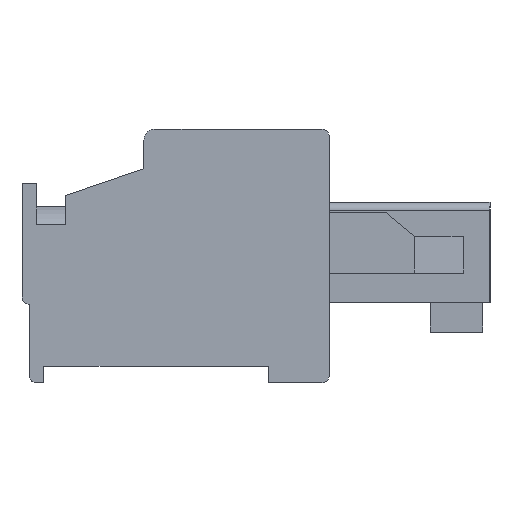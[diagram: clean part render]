
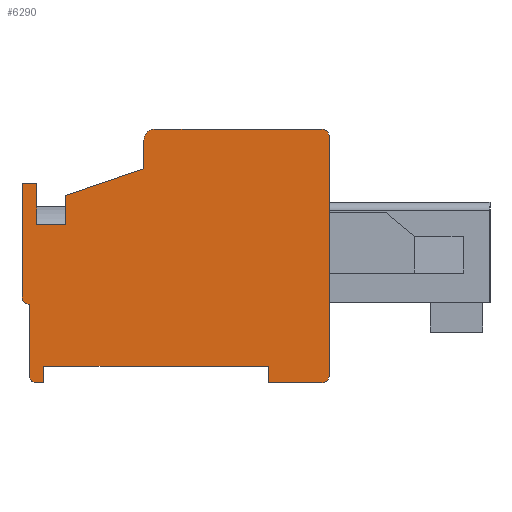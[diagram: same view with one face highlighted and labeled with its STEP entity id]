
A CAD part, left-side view. The second image highlights one B-rep face of the part: STEP entity #6290.
In plain terms, the highlighted planar face has unit normal (-1, 0, 0).
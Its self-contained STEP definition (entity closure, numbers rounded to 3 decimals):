
#16=DIRECTION('',(0.,0.,-1.));
#17=VECTOR('',#16,9.8);
#18=CARTESIAN_POINT('',(0.,0.,4.9));
#19=LINE('',#18,#17);
#20=CARTESIAN_POINT('',(0.,0.3,-4.9));
#21=DIRECTION('',(-1.,0.,0.));
#22=DIRECTION('',(0.,0.,-1.));
#23=AXIS2_PLACEMENT_3D('',#20,#21,#22);
#25=DIRECTION('',(0.,1.,0.));
#26=VECTOR('',#25,2.2);
#27=CARTESIAN_POINT('',(0.,0.3,-5.2));
#28=LINE('',#27,#26);
#29=DIRECTION('',(0.,0.,-1.));
#30=VECTOR('',#29,0.675);
#31=CARTESIAN_POINT('',(0.,2.5,-4.525));
#32=LINE('',#31,#30);
#33=DIRECTION('',(0.,-1.,0.));
#34=VECTOR('',#33,9.2);
#35=CARTESIAN_POINT('',(0.,11.7,-4.525));
#36=LINE('',#35,#34);
#37=DIRECTION('',(0.,0.,1.));
#38=VECTOR('',#37,0.675);
#39=CARTESIAN_POINT('',(0.,11.7,-5.2));
#40=LINE('',#39,#38);
#41=DIRECTION('',(0.,1.,0.));
#42=VECTOR('',#41,0.3);
#43=CARTESIAN_POINT('',(0.,11.7,-5.2));
#44=LINE('',#43,#42);
#45=CARTESIAN_POINT('',(0.,12.,-4.9));
#46=DIRECTION('',(1.,0.,0.));
#47=DIRECTION('',(0.,0.,-1.));
#48=AXIS2_PLACEMENT_3D('',#45,#46,#47);
#50=DIRECTION('',(0.,0.,-1.));
#51=VECTOR('',#50,2.92);
#52=CARTESIAN_POINT('',(0.,12.3,-1.98));
#53=LINE('',#52,#51);
#54=CARTESIAN_POINT('',(0.,12.3,-1.68));
#55=DIRECTION('',(-1.,0.,0.));
#56=DIRECTION('',(0.,1.,0.));
#57=AXIS2_PLACEMENT_3D('',#54,#55,#56);
#59=DIRECTION('',(0.,0.,1.));
#60=VECTOR('',#59,4.655);
#61=CARTESIAN_POINT('',(0.,12.6,-1.68));
#62=LINE('',#61,#60);
#63=DIRECTION('',(0.,1.,0.));
#64=VECTOR('',#63,0.6);
#65=CARTESIAN_POINT('',(0.,12.,2.975));
#66=LINE('',#65,#64);
#67=DIRECTION('',(0.,0.,1.));
#68=VECTOR('',#67,1.675);
#69=CARTESIAN_POINT('',(0.,12.,1.3));
#70=LINE('',#69,#68);
#71=DIRECTION('',(0.,1.,0.));
#72=VECTOR('',#71,1.2);
#73=CARTESIAN_POINT('',(0.,10.8,1.3));
#74=LINE('',#73,#72);
#75=DIRECTION('',(0.,0.,-1.));
#76=VECTOR('',#75,1.18);
#77=CARTESIAN_POINT('',(0.,10.8,2.48));
#78=LINE('',#77,#76);
#79=DIRECTION('',(0.,0.946,-0.325));
#80=VECTOR('',#79,3.384);
#81=CARTESIAN_POINT('',(0.,7.6,3.58));
#82=LINE('',#81,#80);
#83=DIRECTION('',(0.,0.,-1.));
#84=VECTOR('',#83,1.17);
#85=CARTESIAN_POINT('',(0.,7.6,4.75));
#86=LINE('',#85,#84);
#87=CARTESIAN_POINT('',(0.,7.15,4.75));
#88=DIRECTION('',(-1.,0.,0.));
#89=DIRECTION('',(0.,0.,1.));
#90=AXIS2_PLACEMENT_3D('',#87,#88,#89);
#92=DIRECTION('',(0.,-1.,0.));
#93=VECTOR('',#92,6.85);
#94=CARTESIAN_POINT('',(0.,7.15,5.2));
#95=LINE('',#94,#93);
#96=CARTESIAN_POINT('',(0.,0.3,4.9));
#97=DIRECTION('',(-1.,0.,0.));
#98=DIRECTION('',(0.,-1.,0.));
#99=AXIS2_PLACEMENT_3D('',#96,#97,#98);
#5139=CARTESIAN_POINT('',(0.,0.,4.9));
#5140=CARTESIAN_POINT('',(0.,0.,-4.9));
#5141=VERTEX_POINT('',#5139);
#5142=VERTEX_POINT('',#5140);
#5143=CARTESIAN_POINT('',(0.,0.3,-5.2));
#5144=CARTESIAN_POINT('',(0.,2.5,-5.2));
#5145=VERTEX_POINT('',#5143);
#5146=VERTEX_POINT('',#5144);
#5147=CARTESIAN_POINT('',(0.,11.7,-5.2));
#5148=CARTESIAN_POINT('',(0.,12.,-5.2));
#5149=VERTEX_POINT('',#5147);
#5150=VERTEX_POINT('',#5148);
#5151=CARTESIAN_POINT('',(0.,12.6,-1.68));
#5152=CARTESIAN_POINT('',(0.,12.6,2.975));
#5153=VERTEX_POINT('',#5151);
#5154=VERTEX_POINT('',#5152);
#5155=CARTESIAN_POINT('',(0.,7.15,5.2));
#5156=CARTESIAN_POINT('',(0.,0.3,5.2));
#5157=VERTEX_POINT('',#5155);
#5158=VERTEX_POINT('',#5156);
#5159=CARTESIAN_POINT('',(0.,12.3,-1.98));
#5160=CARTESIAN_POINT('',(0.,12.3,-4.9));
#5161=VERTEX_POINT('',#5159);
#5162=VERTEX_POINT('',#5160);
#5163=CARTESIAN_POINT('',(0.,11.7,-4.525));
#5164=VERTEX_POINT('',#5163);
#5165=CARTESIAN_POINT('',(0.,2.5,-4.525));
#5166=VERTEX_POINT('',#5165);
#5167=CARTESIAN_POINT('',(0.,7.6,4.75));
#5168=CARTESIAN_POINT('',(0.,7.6,3.58));
#5169=VERTEX_POINT('',#5167);
#5170=VERTEX_POINT('',#5168);
#5171=CARTESIAN_POINT('',(0.,10.8,2.48));
#5172=VERTEX_POINT('',#5171);
#5173=CARTESIAN_POINT('',(0.,10.8,1.3));
#5174=VERTEX_POINT('',#5173);
#5175=CARTESIAN_POINT('',(0.,12.,1.3));
#5176=VERTEX_POINT('',#5175);
#5177=CARTESIAN_POINT('',(0.,12.,2.975));
#5178=VERTEX_POINT('',#5177);
#6243=CARTESIAN_POINT('',(0.,15.745,-11.8));
#6244=DIRECTION('',(-1.,0.,0.));
#6245=DIRECTION('',(0.,-1.,0.));
#6246=AXIS2_PLACEMENT_3D('',#6243,#6244,#6245);
#6247=PLANE('',#6246);
#6249=ORIENTED_EDGE('',*,*,#6248,.T.);
#6251=ORIENTED_EDGE('',*,*,#6250,.F.);
#6253=ORIENTED_EDGE('',*,*,#6252,.T.);
#6255=ORIENTED_EDGE('',*,*,#6254,.F.);
#6257=ORIENTED_EDGE('',*,*,#6256,.F.);
#6259=ORIENTED_EDGE('',*,*,#6258,.F.);
#6261=ORIENTED_EDGE('',*,*,#6260,.T.);
#6263=ORIENTED_EDGE('',*,*,#6262,.T.);
#6265=ORIENTED_EDGE('',*,*,#6264,.F.);
#6267=ORIENTED_EDGE('',*,*,#6266,.F.);
#6269=ORIENTED_EDGE('',*,*,#6268,.T.);
#6271=ORIENTED_EDGE('',*,*,#6270,.F.);
#6273=ORIENTED_EDGE('',*,*,#6272,.F.);
#6275=ORIENTED_EDGE('',*,*,#6274,.F.);
#6277=ORIENTED_EDGE('',*,*,#6276,.F.);
#6279=ORIENTED_EDGE('',*,*,#6278,.F.);
#6281=ORIENTED_EDGE('',*,*,#6280,.F.);
#6283=ORIENTED_EDGE('',*,*,#6282,.F.);
#6285=ORIENTED_EDGE('',*,*,#6284,.T.);
#6287=ORIENTED_EDGE('',*,*,#6286,.F.);
#6288=EDGE_LOOP('',(#6249,#6251,#6253,#6255,#6257,#6259,#6261,#6263,#6265,#6267,
#6269,#6271,#6273,#6275,#6277,#6279,#6281,#6283,#6285,#6287));
#6289=FACE_OUTER_BOUND('',#6288,.F.);
#6290=ADVANCED_FACE('',(#6289),#6247,.T.);
#24=CIRCLE('',#23,0.3);
#49=CIRCLE('',#48,0.3);
#58=CIRCLE('',#57,0.3);
#91=CIRCLE('',#90,0.45);
#100=CIRCLE('',#99,0.3);
#6248=EDGE_CURVE('',#5141,#5142,#19,.T.);
#6250=EDGE_CURVE('',#5145,#5142,#24,.T.);
#6252=EDGE_CURVE('',#5145,#5146,#28,.T.);
#6254=EDGE_CURVE('',#5166,#5146,#32,.T.);
#6256=EDGE_CURVE('',#5164,#5166,#36,.T.);
#6258=EDGE_CURVE('',#5149,#5164,#40,.T.);
#6260=EDGE_CURVE('',#5149,#5150,#44,.T.);
#6262=EDGE_CURVE('',#5150,#5162,#49,.T.);
#6264=EDGE_CURVE('',#5161,#5162,#53,.T.);
#6266=EDGE_CURVE('',#5153,#5161,#58,.T.);
#6268=EDGE_CURVE('',#5153,#5154,#62,.T.);
#6270=EDGE_CURVE('',#5178,#5154,#66,.T.);
#6272=EDGE_CURVE('',#5176,#5178,#70,.T.);
#6274=EDGE_CURVE('',#5174,#5176,#74,.T.);
#6276=EDGE_CURVE('',#5172,#5174,#78,.T.);
#6278=EDGE_CURVE('',#5170,#5172,#82,.T.);
#6280=EDGE_CURVE('',#5169,#5170,#86,.T.);
#6282=EDGE_CURVE('',#5157,#5169,#91,.T.);
#6284=EDGE_CURVE('',#5157,#5158,#95,.T.);
#6286=EDGE_CURVE('',#5141,#5158,#100,.T.);
